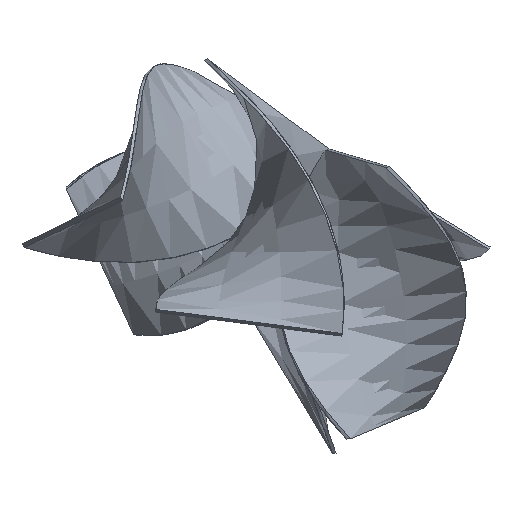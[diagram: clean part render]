
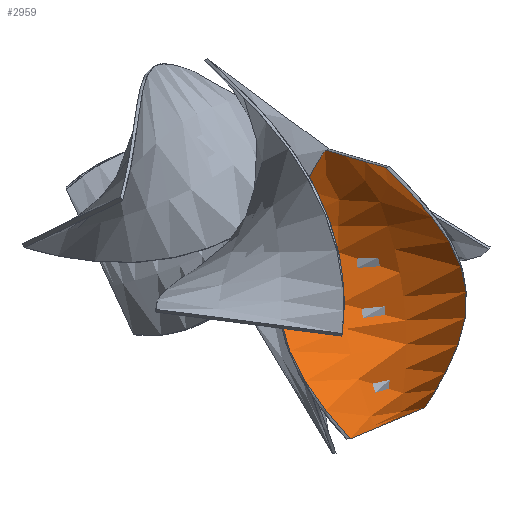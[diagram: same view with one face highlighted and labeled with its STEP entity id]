
A CAD part, isometric view. The second image highlights one B-rep face of the part: STEP entity #2959.
In plain terms, the highlighted free-form (B-spline) face has degree [3, 3] with [14, 4] control points.
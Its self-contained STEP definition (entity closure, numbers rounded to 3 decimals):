
#2959 = ADVANCED_FACE('',(#2960),#3018,.T.);
#2960 = FACE_BOUND('',#2961,.T.);
#2961 = EDGE_LOOP('',(#2962,#2983,#2992,#3011));
#2962 = ORIENTED_EDGE('',*,*,#2963,.T.);
#2963 = EDGE_CURVE('',#2964,#2966,#2968,.T.);
#2964 = VERTEX_POINT('',#2965);
#2965 = CARTESIAN_POINT('',(-503.593,-555.955,
    -189.523));
#2966 = VERTEX_POINT('',#2967);
#2967 = CARTESIAN_POINT('',(-129.605,-107.863,
    135.756));
#2968 = B_SPLINE_CURVE_WITH_KNOTS('',3,(#2969,#2970,#2971,#2972,#2973,
    #2974,#2975,#2976,#2977,#2978,#2979,#2980,#2981,#2982),
  .UNSPECIFIED.,.F.,.F.,(4,1,1,1,1,1,1,1,1,1,1,4),(0.,
    0.093,0.187,0.28,0.373,0.467
    ,0.56,0.653,0.747,0.84,0.933,
    1.),.UNSPECIFIED.);
#2969 = CARTESIAN_POINT('',(-503.593,-555.955,
    -189.523));
#2970 = CARTESIAN_POINT('',(-505.771,-536.464,
    -178.001));
#2971 = CARTESIAN_POINT('',(-507.29,-496.401,
    -156.249));
#2972 = CARTESIAN_POINT('',(-500.295,-435.025,
    -126.832));
#2973 = CARTESIAN_POINT('',(-483.723,-374.401,
    -99.791));
#2974 = CARTESIAN_POINT('',(-457.748,-316.519,
    -74.175));
#2975 = CARTESIAN_POINT('',(-423.018,-263.235,
    -48.958));
#2976 = CARTESIAN_POINT('',(-380.62,-216.174,
    -23.097));
#2977 = CARTESIAN_POINT('',(-332.022,-176.648,
    4.419));
#2978 = CARTESIAN_POINT('',(-279.006,-145.592,
    34.519));
#2979 = CARTESIAN_POINT('',(-223.574,-123.518,
    68.003));
#2980 = CARTESIAN_POINT('',(-173.156,-111.726,
    101.929));
#2981 = CARTESIAN_POINT('',(-142.215,-108.514,
    125.531));
#2982 = CARTESIAN_POINT('',(-129.605,-107.863,
    135.756));
#2983 = ORIENTED_EDGE('',*,*,#2984,.T.);
#2984 = EDGE_CURVE('',#2966,#2985,#2987,.T.);
#2985 = VERTEX_POINT('',#2986);
#2986 = CARTESIAN_POINT('',(-269.457,-424.519,
    318.874));
#2987 = B_SPLINE_CURVE_WITH_KNOTS('',3,(#2988,#2989,#2990,#2991),
  .UNSPECIFIED.,.F.,.F.,(4,4),(0.,1.),
  .PIECEWISE_BEZIER_KNOTS.);
#2988 = CARTESIAN_POINT('',(-129.605,-107.863,
    135.756));
#2989 = CARTESIAN_POINT('',(-176.222,-213.415,
    196.795));
#2990 = CARTESIAN_POINT('',(-222.84,-318.967,
    257.834));
#2991 = CARTESIAN_POINT('',(-269.457,-424.519,
    318.874));
#2992 = ORIENTED_EDGE('',*,*,#2993,.T.);
#2993 = EDGE_CURVE('',#2985,#2994,#2996,.T.);
#2994 = VERTEX_POINT('',#2995);
#2995 = CARTESIAN_POINT('',(-162.977,-435.552,
    -340.672));
#2996 = B_SPLINE_CURVE_WITH_KNOTS('',3,(#2997,#2998,#2999,#3000,#3001,
    #3002,#3003,#3004,#3005,#3006,#3007,#3008,#3009,#3010),
  .UNSPECIFIED.,.F.,.F.,(4,1,1,1,1,1,1,1,1,1,1,4),(0.,
    0.067,0.16,0.253,0.347,0.44
    ,0.533,0.627,0.72,0.813,0.907,
    1.),.UNSPECIFIED.);
#2997 = CARTESIAN_POINT('',(-269.457,-424.519,
    318.874));
#2998 = CARTESIAN_POINT('',(-263.244,-434.204,
    307.403));
#2999 = CARTESIAN_POINT('',(-247.57,-455.843,
    278.929));
#3000 = CARTESIAN_POINT('',(-220.979,-483.506,
    230.353));
#3001 = CARTESIAN_POINT('',(-191.426,-505.085,
    172.541));
#3002 = CARTESIAN_POINT('',(-163.845,-517.632,
    111.198));
#3003 = CARTESIAN_POINT('',(-140.272,-521.564,
    47.088));
#3004 = CARTESIAN_POINT('',(-122.544,-517.728,
    -18.883));
#3005 = CARTESIAN_POINT('',(-112.203,-507.363,
    -85.718));
#3006 = CARTESIAN_POINT('',(-110.422,-492.033,
    -152.373));
#3007 = CARTESIAN_POINT('',(-117.943,-473.551,
    -217.818));
#3008 = CARTESIAN_POINT('',(-135.046,-453.889,
    -281.081));
#3009 = CARTESIAN_POINT('',(-152.699,-441.349,
    -321.225));
#3010 = CARTESIAN_POINT('',(-162.977,-435.552,
    -340.672));
#3011 = ORIENTED_EDGE('',*,*,#3012,.T.);
#3012 = EDGE_CURVE('',#2994,#2964,#3013,.T.);
#3013 = B_SPLINE_CURVE_WITH_KNOTS('',3,(#3014,#3015,#3016,#3017),
  .UNSPECIFIED.,.F.,.F.,(4,4),(0.,1.),
  .PIECEWISE_BEZIER_KNOTS.);
#3014 = CARTESIAN_POINT('',(-162.977,-435.552,
    -340.672));
#3015 = CARTESIAN_POINT('',(-276.516,-475.686,
    -290.289));
#3016 = CARTESIAN_POINT('',(-390.055,-515.821,
    -239.906));
#3017 = CARTESIAN_POINT('',(-503.593,-555.955,
    -189.523));
#3018 = B_SPLINE_SURFACE_WITH_KNOTS('',3,3,(
    (#3019,#3020,#3021,#3022)
    ,(#3023,#3024,#3025,#3026)
    ,(#3027,#3028,#3029,#3030)
    ,(#3031,#3032,#3033,#3034)
    ,(#3035,#3036,#3037,#3038)
    ,(#3039,#3040,#3041,#3042)
    ,(#3043,#3044,#3045,#3046)
    ,(#3047,#3048,#3049,#3050)
    ,(#3051,#3052,#3053,#3054)
    ,(#3055,#3056,#3057,#3058)
    ,(#3059,#3060,#3061,#3062)
    ,(#3063,#3064,#3065,#3066)
    ,(#3067,#3068,#3069,#3070)
    ,(#3071,#3072,#3073,#3074
    )),.UNSPECIFIED.,.F.,.F.,.F.,(4,1,1,1,1,1,1,1,1,1,1,4),(4,4),(
    0.,0.093,0.187,0.28,
    0.373,0.467,0.56,0.653,0.747,
    0.84,0.933,1.),(0.,
    1.),.UNSPECIFIED.);
#3019 = CARTESIAN_POINT('',(-503.593,-555.955,
    -189.523));
#3020 = CARTESIAN_POINT('',(-390.055,-515.821,
    -239.906));
#3021 = CARTESIAN_POINT('',(-276.516,-475.686,
    -290.289));
#3022 = CARTESIAN_POINT('',(-162.977,-435.552,
    -340.672));
#3023 = CARTESIAN_POINT('',(-505.771,-536.464,
    -178.001));
#3024 = CARTESIAN_POINT('',(-388.08,-504.759,
    -225.742));
#3025 = CARTESIAN_POINT('',(-270.39,-473.054,
    -273.484));
#3026 = CARTESIAN_POINT('',(-152.699,-441.349,
    -321.225));
#3027 = CARTESIAN_POINT('',(-507.29,-496.401,
    -156.249));
#3028 = CARTESIAN_POINT('',(-383.208,-482.23,
    -197.86));
#3029 = CARTESIAN_POINT('',(-259.127,-468.06,
    -239.47));
#3030 = CARTESIAN_POINT('',(-135.046,-453.889,
    -281.081));
#3031 = CARTESIAN_POINT('',(-500.295,-435.025,
    -126.832));
#3032 = CARTESIAN_POINT('',(-372.845,-447.867,
    -157.161));
#3033 = CARTESIAN_POINT('',(-245.394,-460.709,
    -187.49));
#3034 = CARTESIAN_POINT('',(-117.943,-473.551,
    -217.818));
#3035 = CARTESIAN_POINT('',(-483.723,-374.401,
    -99.791));
#3036 = CARTESIAN_POINT('',(-359.289,-413.612,
    -117.319));
#3037 = CARTESIAN_POINT('',(-234.855,-452.822,
    -134.846));
#3038 = CARTESIAN_POINT('',(-110.422,-492.033,
    -152.373));
#3039 = CARTESIAN_POINT('',(-457.748,-316.519,
    -74.175));
#3040 = CARTESIAN_POINT('',(-342.566,-380.134,
    -78.022));
#3041 = CARTESIAN_POINT('',(-227.385,-443.748,
    -81.87));
#3042 = CARTESIAN_POINT('',(-112.203,-507.363,
    -85.718));
#3043 = CARTESIAN_POINT('',(-423.018,-263.235,
    -48.958));
#3044 = CARTESIAN_POINT('',(-322.86,-348.066,
    -38.933));
#3045 = CARTESIAN_POINT('',(-222.702,-432.897,
    -28.908));
#3046 = CARTESIAN_POINT('',(-122.544,-517.728,
    -18.883));
#3047 = CARTESIAN_POINT('',(-380.62,-216.174,
    -23.097));
#3048 = CARTESIAN_POINT('',(-300.504,-317.971,
    0.298));
#3049 = CARTESIAN_POINT('',(-220.388,-419.767,
    23.693));
#3050 = CARTESIAN_POINT('',(-140.272,-521.564,
    47.088));
#3051 = CARTESIAN_POINT('',(-332.022,-176.648,
    4.419));
#3052 = CARTESIAN_POINT('',(-275.963,-290.309,
    40.012));
#3053 = CARTESIAN_POINT('',(-219.904,-403.971,
    75.605));
#3054 = CARTESIAN_POINT('',(-163.845,-517.632,
    111.198));
#3055 = CARTESIAN_POINT('',(-279.006,-145.592,
    34.519));
#3056 = CARTESIAN_POINT('',(-249.813,-265.423,
    80.527));
#3057 = CARTESIAN_POINT('',(-220.619,-385.254,
    126.534));
#3058 = CARTESIAN_POINT('',(-191.426,-505.085,
    172.541));
#3059 = CARTESIAN_POINT('',(-223.574,-123.518,
    68.003));
#3060 = CARTESIAN_POINT('',(-222.709,-243.514,
    122.12));
#3061 = CARTESIAN_POINT('',(-221.844,-363.51,
    176.236));
#3062 = CARTESIAN_POINT('',(-220.979,-483.506,
    230.353));
#3063 = CARTESIAN_POINT('',(-173.156,-111.726,
    101.929));
#3064 = CARTESIAN_POINT('',(-197.96,-226.432,
    160.929));
#3065 = CARTESIAN_POINT('',(-222.765,-341.137,
    219.929));
#3066 = CARTESIAN_POINT('',(-247.57,-455.843,278.929
    ));
#3067 = CARTESIAN_POINT('',(-142.215,-108.514,
    125.531));
#3068 = CARTESIAN_POINT('',(-182.558,-217.078,
    186.155));
#3069 = CARTESIAN_POINT('',(-222.901,-325.641,
    246.779));
#3070 = CARTESIAN_POINT('',(-263.244,-434.204,
    307.403));
#3071 = CARTESIAN_POINT('',(-129.605,-107.863,
    135.756));
#3072 = CARTESIAN_POINT('',(-176.222,-213.415,
    196.795));
#3073 = CARTESIAN_POINT('',(-222.84,-318.967,
    257.834));
#3074 = CARTESIAN_POINT('',(-269.457,-424.519,
    318.874));
